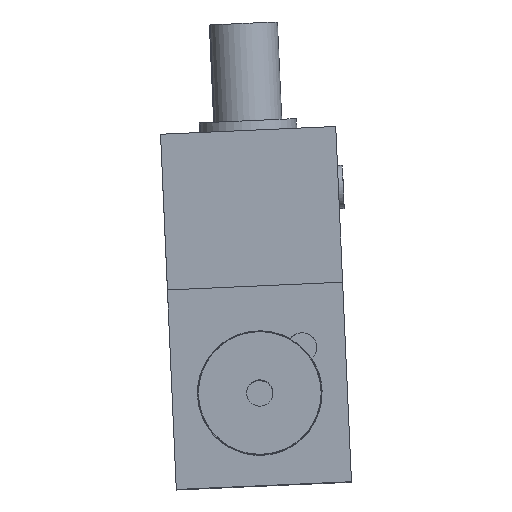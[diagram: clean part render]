
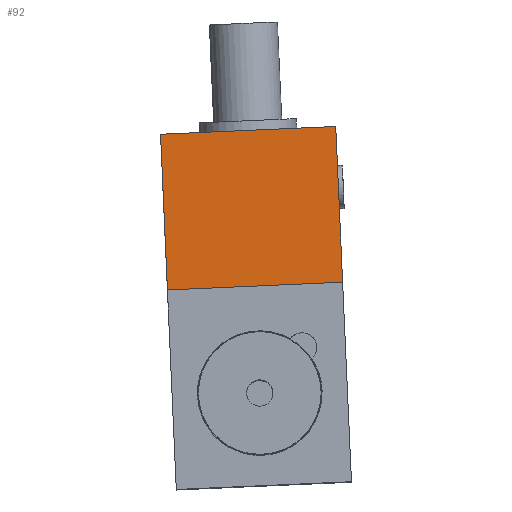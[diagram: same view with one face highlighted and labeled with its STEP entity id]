
A CAD part, top view. The second image highlights one B-rep face of the part: STEP entity #92.
In plain terms, the highlighted planar face has unit normal (0, 0, 1).
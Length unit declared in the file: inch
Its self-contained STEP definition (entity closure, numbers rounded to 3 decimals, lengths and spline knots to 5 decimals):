
#62 = EDGE_CURVE ( 'NONE', #63, #64, #2478, .T. ) ;
#63 = VERTEX_POINT ( 'NONE', #2474 ) ;
#64 = VERTEX_POINT ( 'NONE', #2473 ) ;
#92 = ADVANCED_FACE ( 'NONE', ( #2531 ), #2569, .T. ) ;
#93 = EDGE_LOOP ( 'NONE', ( #94, #97, #98, #99 ) ) ;
#94 = ORIENTED_EDGE ( 'NONE', *, *, #95, .F. ) ;
#95 = EDGE_CURVE ( 'NONE', #113, #96, #2564, .T. ) ;
#96 = VERTEX_POINT ( 'NONE', #2560 ) ;
#97 = ORIENTED_EDGE ( 'NONE', *, *, #1914, .F. ) ;
#98 = ORIENTED_EDGE ( 'NONE', *, *, #62, .T. ) ;
#99 = ORIENTED_EDGE ( 'NONE', *, *, #100, .T. ) ;
#100 = EDGE_CURVE ( 'NONE', #64, #96, #2558, .T. ) ;
#113 = VERTEX_POINT ( 'NONE', #2659 ) ;
#1914 = EDGE_CURVE ( 'NONE', #63, #113, #9178, .T. ) ;
#2473 = CARTESIAN_POINT ( 'NONE',  ( 0.03231, -0.83791, 0.50342 ) ) ;
#2474 = CARTESIAN_POINT ( 'NONE',  ( -0.67566, -0.86924, 0.50342 ) ) ;
#2475 = DIRECTION ( 'NONE',  ( 0.999, 0.044, 0. ) ) ;
#2476 = VECTOR ( 'NONE', #2475, 39.37008 ) ;
#2477 = CARTESIAN_POINT ( 'NONE',  ( -0.67566, -0.86924, 0.50342 ) ) ;
#2478 = LINE ( 'NONE', #2477, #2476 ) ;
#2531 = FACE_OUTER_BOUND ( 'NONE', #93, .T. ) ;
#2555 = DIRECTION ( 'NONE',  ( -0.044, 0.999, 0. ) ) ;
#2556 = VECTOR ( 'NONE', #2555, 39.37008 ) ;
#2557 = CARTESIAN_POINT ( 'NONE',  ( 0.03231, -0.83791, 0.50342 ) ) ;
#2558 = LINE ( 'NONE', #2557, #2556 ) ;
#2560 = CARTESIAN_POINT ( 'NONE',  ( 0.00447, -0.20861, 0.50342 ) ) ;
#2561 = DIRECTION ( 'NONE',  ( 0.999, 0.044, 0. ) ) ;
#2562 = VECTOR ( 'NONE', #2561, 39.37008 ) ;
#2563 = CARTESIAN_POINT ( 'NONE',  ( -0.7035, -0.23993, 0.50342 ) ) ;
#2564 = LINE ( 'NONE', #2563, #2562 ) ;
#2565 = DIRECTION ( 'NONE',  ( 0.999, 0.044, 0. ) ) ;
#2566 = DIRECTION ( 'NONE',  ( 0., 0., 1. ) ) ;
#2567 = CARTESIAN_POINT ( 'NONE',  ( -0.67566, -0.86924, 0.50342 ) ) ;
#2568 = AXIS2_PLACEMENT_3D ( 'NONE', #2567, #2566, #2565 ) ;
#2569 = PLANE ( 'NONE',  #2568 ) ;
#2659 = CARTESIAN_POINT ( 'NONE',  ( -0.7035, -0.23993, 0.50342 ) ) ;
#9175 = DIRECTION ( 'NONE',  ( -0.044, 0.999, 0. ) ) ;
#9176 = VECTOR ( 'NONE', #9175, 39.37008 ) ;
#9177 = CARTESIAN_POINT ( 'NONE',  ( -0.67566, -0.86924, 0.50342 ) ) ;
#9178 = LINE ( 'NONE', #9177, #9176 ) ;
